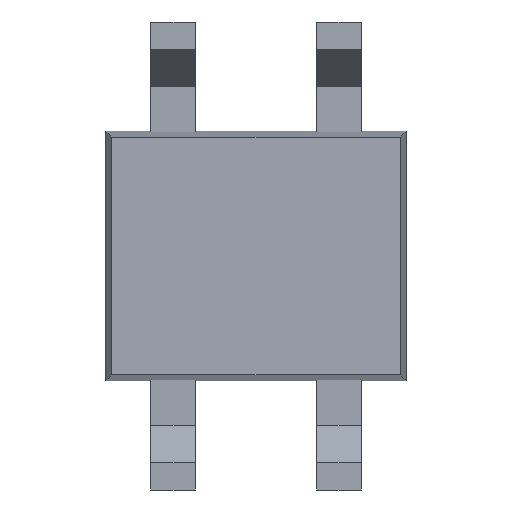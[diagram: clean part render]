
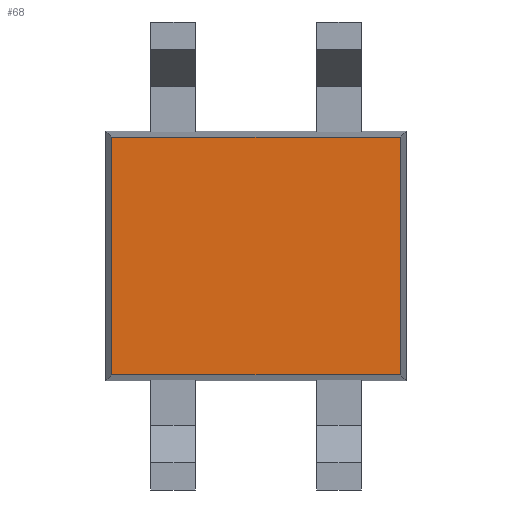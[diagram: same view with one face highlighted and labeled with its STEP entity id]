
A CAD part, front view. The second image highlights one B-rep face of the part: STEP entity #68.
In plain terms, the highlighted planar face has unit normal (0, -1, 0).
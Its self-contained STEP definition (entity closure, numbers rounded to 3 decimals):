
#3 = EDGE_CURVE ( 'NONE', #747, #753, #2350, .T. ) ;
#68 = ADVANCED_FACE ( 'NONE', ( #2152 ), #482, .T. ) ;
#76 = CARTESIAN_POINT ( 'NONE',  ( 2.258, -0.75, 1.858 ) ) ;
#91 = CARTESIAN_POINT ( 'NONE',  ( -2.258, -0.75, -1.858 ) ) ;
#247 = EDGE_CURVE ( 'NONE', #753, #1997, #2708, .T. ) ;
#263 = EDGE_CURVE ( 'NONE', #1997, #695, #338, .T. ) ;
#317 = DIRECTION ( 'NONE',  ( 1., 0., 0. ) ) ;
#338 = LINE ( 'NONE', #1285, #2360 ) ;
#482 = PLANE ( 'NONE',  #1217 ) ;
#584 = CARTESIAN_POINT ( 'NONE',  ( 2.35, -0.75, 1.858 ) ) ;
#659 = VECTOR ( 'NONE', #317, 1000. ) ;
#695 = VERTEX_POINT ( 'NONE', #76 ) ;
#747 = VERTEX_POINT ( 'NONE', #2718 ) ;
#753 = VERTEX_POINT ( 'NONE', #91 ) ;
#981 = ORIENTED_EDGE ( 'NONE', *, *, #263, .T. ) ;
#1013 = EDGE_CURVE ( 'NONE', #695, #747, #2223, .T. ) ;
#1217 = AXIS2_PLACEMENT_3D ( 'NONE', #1455, #2420, #2867 ) ;
#1285 = CARTESIAN_POINT ( 'NONE',  ( 2.258, -0.75, -1.95 ) ) ;
#1455 = CARTESIAN_POINT ( 'NONE',  ( 0., -0.75, 0. ) ) ;
#1495 = CARTESIAN_POINT ( 'NONE',  ( -2.35, -0.75, -1.858 ) ) ;
#1528 = DIRECTION ( 'NONE',  ( -1., 0., 0. ) ) ;
#1560 = EDGE_LOOP ( 'NONE', ( #3057, #981, #2692, #1842 ) ) ;
#1712 = DIRECTION ( 'NONE',  ( 0., 0., -1. ) ) ;
#1805 = CARTESIAN_POINT ( 'NONE',  ( 2.258, -0.75, -1.858 ) ) ;
#1842 = ORIENTED_EDGE ( 'NONE', *, *, #3, .T. ) ;
#1897 = CARTESIAN_POINT ( 'NONE',  ( -2.258, -0.75, 1.95 ) ) ;
#1997 = VERTEX_POINT ( 'NONE', #1805 ) ;
#2152 = FACE_OUTER_BOUND ( 'NONE', #1560, .T. ) ;
#2222 = DIRECTION ( 'NONE',  ( 0., 0., 1. ) ) ;
#2223 = LINE ( 'NONE', #584, #2806 ) ;
#2350 = LINE ( 'NONE', #1897, #2518 ) ;
#2360 = VECTOR ( 'NONE', #2222, 1000. ) ;
#2420 = DIRECTION ( 'NONE',  ( 0., -1., 0. ) ) ;
#2518 = VECTOR ( 'NONE', #1712, 1000. ) ;
#2692 = ORIENTED_EDGE ( 'NONE', *, *, #1013, .T. ) ;
#2708 = LINE ( 'NONE', #1495, #659 ) ;
#2718 = CARTESIAN_POINT ( 'NONE',  ( -2.258, -0.75, 1.858 ) ) ;
#2806 = VECTOR ( 'NONE', #1528, 1000. ) ;
#2867 = DIRECTION ( 'NONE',  ( 0., 0., -1. ) ) ;
#3057 = ORIENTED_EDGE ( 'NONE', *, *, #247, .T. ) ;
